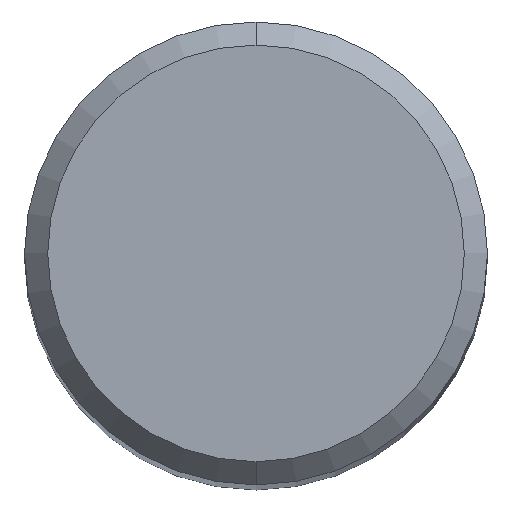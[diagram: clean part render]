
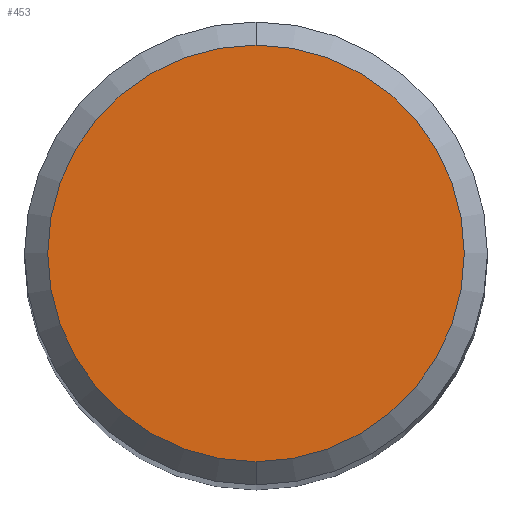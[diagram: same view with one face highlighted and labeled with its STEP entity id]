
A CAD part, top view. The second image highlights one B-rep face of the part: STEP entity #453.
In plain terms, the highlighted planar face has unit normal (0, 0, 1).
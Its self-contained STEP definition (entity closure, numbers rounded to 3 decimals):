
#195=VERTEX_POINT('',#506);
#267=VERTEX_POINT('',#585);
#379=EDGE_CURVE('',#195,#267,#706,.T.);
#437=EDGE_CURVE('',#267,#195,#770,.T.);
#453=ADVANCED_FACE('',(#787),#788,.T.);
#506=CARTESIAN_POINT('',(0.0,3.6,0.0));
#585=CARTESIAN_POINT('',(0.,-3.6,0.0));
#706=CIRCLE('',#1253,3.6);
#770=CIRCLE('',#1359,3.6);
#787=FACE_OUTER_BOUND('',#1415,.T.);
#788=PLANE('',#1416);
#1253=AXIS2_PLACEMENT_3D('',#1703,#1704,#1705);
#1359=AXIS2_PLACEMENT_3D('',#1774,#1775,#1776);
#1415=EDGE_LOOP('',(#1788,#1789));
#1416=AXIS2_PLACEMENT_3D('',#1790,#1791,#1792);
#1703=CARTESIAN_POINT('',(0.0,0.0,0.0));
#1704=DIRECTION('',(0.0,0.0,-1.0));
#1705=DIRECTION('',(0.0,1.0,0.0));
#1774=CARTESIAN_POINT('',(0.0,0.0,0.0));
#1775=DIRECTION('',(0.0,0.0,-1.0));
#1776=DIRECTION('',(0.0,1.0,0.0));
#1788=ORIENTED_EDGE('',*,*,#379,.F.);
#1789=ORIENTED_EDGE('',*,*,#437,.F.);
#1790=CARTESIAN_POINT('',(0.0,1.8,0.0));
#1791=DIRECTION('',(-0.0,0.0,1.0));
#1792=DIRECTION('',(0.0,-1.0,0.0));
